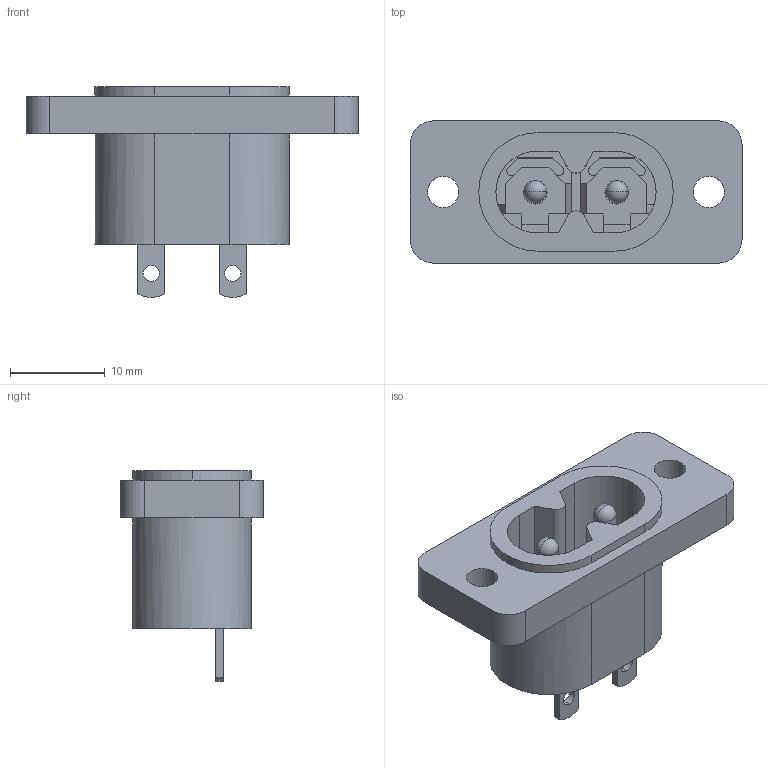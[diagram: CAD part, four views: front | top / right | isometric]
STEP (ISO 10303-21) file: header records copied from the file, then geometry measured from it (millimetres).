
FILE_DESCRIPTION (( 'STEP AP214' ), '1' );
FILE_NAME ('RF-180.STEP', '2014-03-14T03:20:28', ( 'USER' ), ( 'NONE' ), 'SwSTEP 2.0', 'SolidWorks 2010', '' );
FILE_SCHEMA (( 'AUTOMOTIVE_DESIGN' ));
Length unit declared in the file: millimetre
Products named in the file (1): RF-180
Bounding box: 35 x 15 x 22.24 mm (x, y, z)
Surface area: 3566 mm2 (no closed solid volume)
Topology: 0 solids, 7 shells, 172 faces, 518 edges, 346 vertices
Faces by surface type: plane 92, cylinder 72, sphere 4, cone 4
Entity records: 7664 total; most frequent: CARTESIAN_POINT 1031, DIRECTION 1022, ORIENTED_EDGE 919, EDGE_CURVE 510, VERTEX_POINT 342, AXIS2_PLACEMENT_3D 341, VECTOR 340, LINE 340
